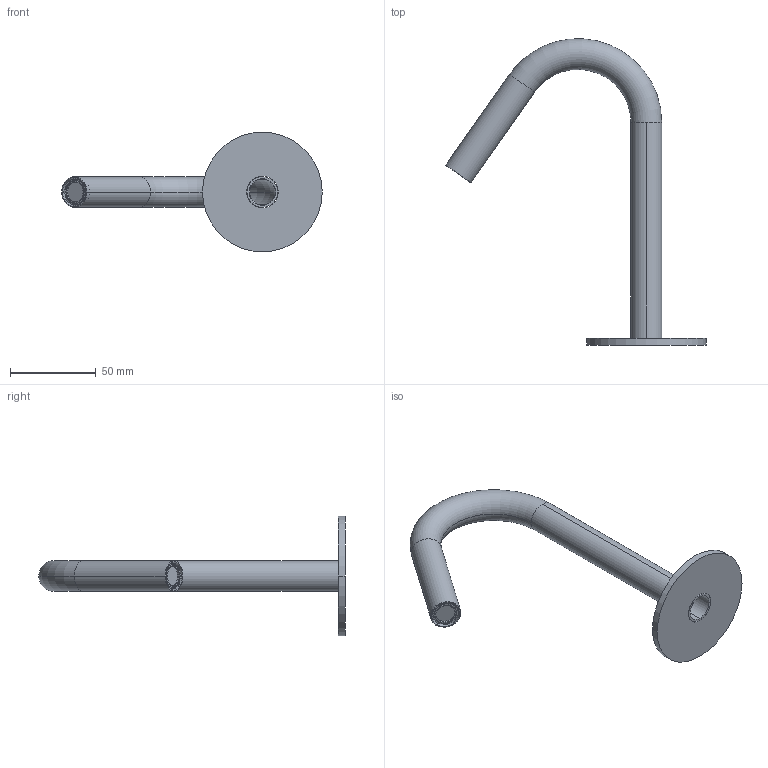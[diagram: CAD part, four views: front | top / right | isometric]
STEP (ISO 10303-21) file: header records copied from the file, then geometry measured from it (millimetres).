
FILE_DESCRIPTION (( 'STEP AP214' ), '1' );
FILE_NAME ('BIC.0001.V.STEP', '2022-11-07T15:35:55', ( 'Solid' ), ( '' ), 'SwSTEP 2.0', 'SolidWorks 2019', '' );
FILE_SCHEMA (( 'AUTOMOTIVE_DESIGN' ));
Length unit declared in the file: millimetre
Products named in the file (4): bica ﾘ18_V; BIC.0001.V; 011101102300; 0001-ESPELHO_Ø70_BICA_Ø18MM_000000000000
Assembly tree (3 placements, depth 2):
  BIC.0001.V
    0001-ESPELHO_Ø70_BICA_Ø18MM_000000000000
    bica ﾘ18_V
    011101102300
Bounding box: 152.29 x 179.17 x 70 mm (x, y, z)
Volume: 39220 mm3; surface area: 40603 mm2
Topology: 3 solids, 3 shells, 102 faces, 242 edges, 153 vertices
Faces by surface type: plane 46, cylinder 36, cone 14, torus 6
Entity records: 3179 total; most frequent: DIRECTION 582, CARTESIAN_POINT 501, ORIENTED_EDGE 480, EDGE_CURVE 240, AXIS2_PLACEMENT_3D 234, VERTEX_POINT 153, CIRCLE 126, EDGE_LOOP 115
